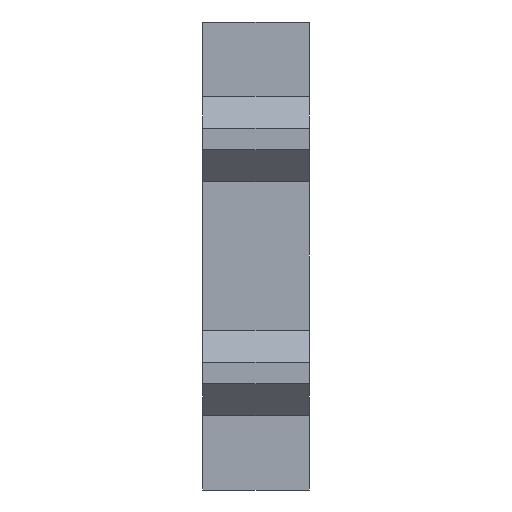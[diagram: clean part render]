
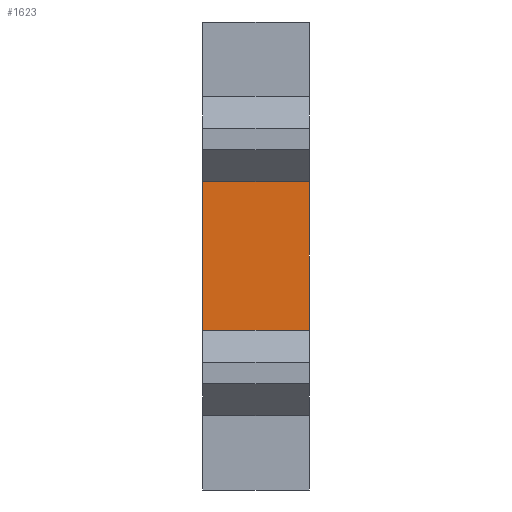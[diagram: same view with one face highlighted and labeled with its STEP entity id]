
A CAD part, left-side view. The second image highlights one B-rep face of the part: STEP entity #1623.
In plain terms, the highlighted planar face has unit normal (-1, 0, 0).
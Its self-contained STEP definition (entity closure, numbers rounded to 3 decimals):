
#23=PLANE('',#1808);
#137=FACE_OUTER_BOUND('',#228,.T.);
#228=EDGE_LOOP('',(#1341,#1342,#1343,#1344));
#408=LINE('',#2604,#576);
#435=LINE('',#2681,#603);
#436=LINE('',#2684,#604);
#437=LINE('',#2685,#605);
#576=VECTOR('',#2111,10.);
#603=VECTOR('',#2196,10.);
#604=VECTOR('',#2199,10.);
#605=VECTOR('',#2200,10.);
#768=VERTEX_POINT('',#2601);
#769=VERTEX_POINT('',#2603);
#790=VERTEX_POINT('',#2679);
#791=VERTEX_POINT('',#2683);
#956=EDGE_CURVE('',#768,#769,#408,.T.);
#995=EDGE_CURVE('',#790,#769,#435,.T.);
#996=EDGE_CURVE('',#791,#790,#436,.T.);
#997=EDGE_CURVE('',#791,#768,#437,.T.);
#1341=ORIENTED_EDGE('',*,*,#996,.T.);
#1342=ORIENTED_EDGE('',*,*,#995,.T.);
#1343=ORIENTED_EDGE('',*,*,#956,.F.);
#1344=ORIENTED_EDGE('',*,*,#997,.F.);
#1623=ADVANCED_FACE('',(#137),#23,.T.);
#1808=AXIS2_PLACEMENT_3D('',#2682,#2197,#2198);
#2111=DIRECTION('',(0.,0.,1.));
#2196=DIRECTION('',(0.,1.,0.));
#2197=DIRECTION('center_axis',(-1.,0.,0.));
#2198=DIRECTION('ref_axis',(0.,0.,1.));
#2199=DIRECTION('',(0.,0.,1.));
#2200=DIRECTION('',(0.,1.,0.));
#2601=CARTESIAN_POINT('',(-6.,5.,-3.5));
#2603=CARTESIAN_POINT('',(-6.,5.,3.5));
#2604=CARTESIAN_POINT('',(-6.,5.,-3.5));
#2679=CARTESIAN_POINT('',(-6.,0.,3.5));
#2681=CARTESIAN_POINT('',(-6.,0.,3.5));
#2682=CARTESIAN_POINT('Origin',(-6.,0.,-3.5));
#2683=CARTESIAN_POINT('',(-6.,0.,-3.5));
#2684=CARTESIAN_POINT('',(-6.,0.,-3.5));
#2685=CARTESIAN_POINT('',(-6.,0.,-3.5));
